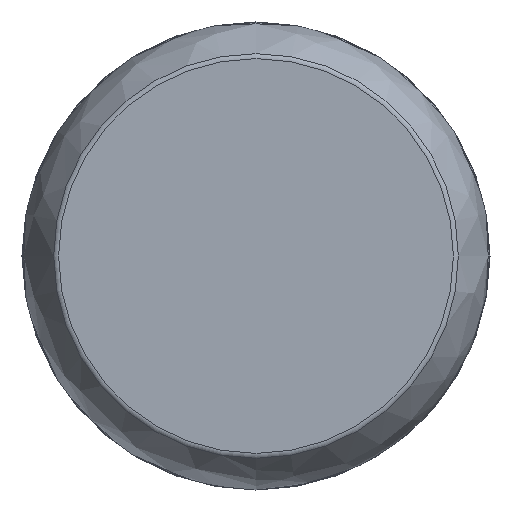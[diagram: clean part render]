
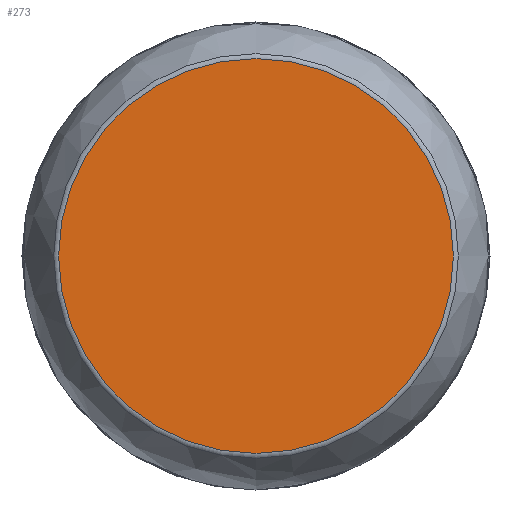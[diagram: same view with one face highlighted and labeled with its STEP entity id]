
A CAD part, front view. The second image highlights one B-rep face of the part: STEP entity #273.
In plain terms, the highlighted planar face has unit normal (0, -1, 0).
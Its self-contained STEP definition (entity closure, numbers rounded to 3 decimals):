
#26=PLANE('',#316);
#30=FACE_OUTER_BOUND('',#47,.T.);
#47=EDGE_LOOP('',(#178));
#79=CIRCLE('',#317,5.904);
#112=VERTEX_POINT('',#477);
#138=EDGE_CURVE('',#112,#112,#79,.T.);
#178=ORIENTED_EDGE('',*,*,#138,.F.);
#273=ADVANCED_FACE('',(#30),#26,.T.);
#316=AXIS2_PLACEMENT_3D('',#476,#372,#373);
#317=AXIS2_PLACEMENT_3D('',#478,#374,#375);
#372=DIRECTION('center_axis',(0.,-1.,0.));
#373=DIRECTION('ref_axis',(0.,0.,-1.));
#374=DIRECTION('center_axis',(0.,1.,0.));
#375=DIRECTION('ref_axis',(1.,0.,0.));
#476=CARTESIAN_POINT('Origin',(-4.995,0.,0.));
#477=CARTESIAN_POINT('',(0.,0.,-5.904));
#478=CARTESIAN_POINT('Origin',(0.,0.,0.));
